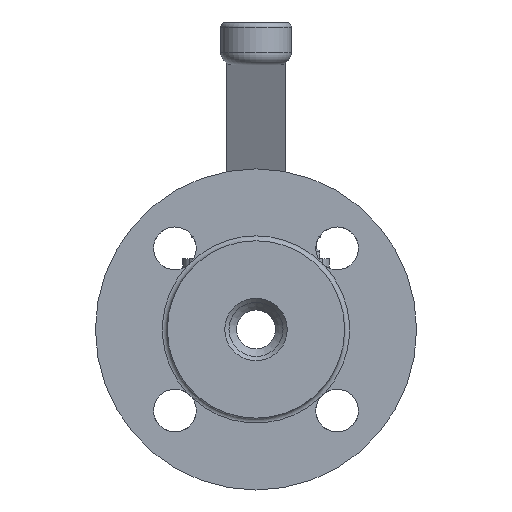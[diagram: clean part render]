
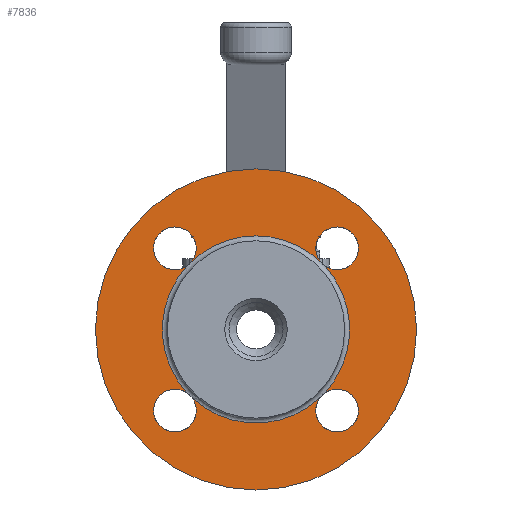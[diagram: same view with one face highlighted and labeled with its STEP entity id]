
A CAD part, left-side view. The second image highlights one B-rep face of the part: STEP entity #7836.
In plain terms, the highlighted planar face has unit normal (-1, 0, 0).
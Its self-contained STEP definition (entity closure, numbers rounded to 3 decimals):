
#257=PLANE('',#8444);
#2123=FACE_BOUND('',#2774,.T.);
#2272=FACE_OUTER_BOUND('',#2773,.T.);
#2773=EDGE_LOOP('',(#5914));
#2774=EDGE_LOOP('',(#5915,#5916,#5917,#5918,#5919,#5920,#5921,#5922));
#3296=CIRCLE('',#8422,7.);
#3302=CIRCLE('',#8431,7.);
#3304=CIRCLE('',#8434,7.);
#3310=CIRCLE('',#8443,7.);
#3311=CIRCLE('',#8445,52.5);
#3312=CIRCLE('',#8446,30.6);
#3313=CIRCLE('',#8447,30.6);
#3314=CIRCLE('',#8448,30.6);
#3315=CIRCLE('',#8449,30.6);
#3849=VERTEX_POINT('',#12242);
#3850=VERTEX_POINT('',#12243);
#3851=VERTEX_POINT('',#12249);
#3852=VERTEX_POINT('',#12250);
#3855=VERTEX_POINT('',#12260);
#3856=VERTEX_POINT('',#12261);
#3857=VERTEX_POINT('',#12267);
#3858=VERTEX_POINT('',#12268);
#3860=VERTEX_POINT('',#12276);
#4602=EDGE_CURVE('',#3849,#3850,#3296,.T.);
#4608=EDGE_CURVE('',#3852,#3851,#3302,.T.);
#4610=EDGE_CURVE('',#3855,#3856,#3304,.T.);
#4616=EDGE_CURVE('',#3858,#3857,#3310,.T.);
#4617=EDGE_CURVE('',#3860,#3860,#3311,.T.);
#4618=EDGE_CURVE('',#3858,#3850,#3312,.T.);
#4619=EDGE_CURVE('',#3855,#3857,#3313,.T.);
#4620=EDGE_CURVE('',#3852,#3856,#3314,.T.);
#4621=EDGE_CURVE('',#3849,#3851,#3315,.T.);
#5914=ORIENTED_EDGE('',*,*,#4617,.T.);
#5915=ORIENTED_EDGE('',*,*,#4602,.T.);
#5916=ORIENTED_EDGE('',*,*,#4618,.F.);
#5917=ORIENTED_EDGE('',*,*,#4616,.T.);
#5918=ORIENTED_EDGE('',*,*,#4619,.F.);
#5919=ORIENTED_EDGE('',*,*,#4610,.T.);
#5920=ORIENTED_EDGE('',*,*,#4620,.F.);
#5921=ORIENTED_EDGE('',*,*,#4608,.T.);
#5922=ORIENTED_EDGE('',*,*,#4621,.F.);
#7836=ADVANCED_FACE('',(#2272,#2123),#257,.T.);
#8422=AXIS2_PLACEMENT_3D('',#12244,#9674,#9675);
#8431=AXIS2_PLACEMENT_3D('',#12256,#9692,#9693);
#8434=AXIS2_PLACEMENT_3D('',#12262,#9698,#9699);
#8443=AXIS2_PLACEMENT_3D('',#12274,#9716,#9717);
#8444=AXIS2_PLACEMENT_3D('',#12275,#9718,#9719);
#8445=AXIS2_PLACEMENT_3D('',#12277,#9720,#9721);
#8446=AXIS2_PLACEMENT_3D('',#12278,#9722,#9723);
#8447=AXIS2_PLACEMENT_3D('',#12279,#9724,#9725);
#8448=AXIS2_PLACEMENT_3D('',#12280,#9726,#9727);
#8449=AXIS2_PLACEMENT_3D('',#12281,#9728,#9729);
#9674=DIRECTION('center_axis',(1.,0.,0.));
#9675=DIRECTION('ref_axis',(0.,0.,-1.));
#9692=DIRECTION('center_axis',(1.,0.,0.));
#9693=DIRECTION('ref_axis',(0.,0.,-1.));
#9698=DIRECTION('center_axis',(1.,0.,0.));
#9699=DIRECTION('ref_axis',(0.,0.,-1.));
#9716=DIRECTION('center_axis',(1.,0.,0.));
#9717=DIRECTION('ref_axis',(0.,0.,-1.));
#9718=DIRECTION('center_axis',(-1.,0.,0.));
#9719=DIRECTION('ref_axis',(0.,0.,1.));
#9720=DIRECTION('center_axis',(-1.,0.,0.));
#9721=DIRECTION('ref_axis',(0.,0.,1.));
#9722=DIRECTION('center_axis',(-1.,0.,0.));
#9723=DIRECTION('ref_axis',(0.,0.,1.));
#9724=DIRECTION('center_axis',(-1.,0.,0.));
#9725=DIRECTION('ref_axis',(0.,0.,1.));
#9726=DIRECTION('center_axis',(-1.,0.,0.));
#9727=DIRECTION('ref_axis',(0.,0.,1.));
#9728=DIRECTION('center_axis',(-1.,0.,0.));
#9729=DIRECTION('ref_axis',(0.,0.,1.));
#12242=CARTESIAN_POINT('',(-99.03,22.377,17.968));
#12243=CARTESIAN_POINT('',(-99.03,20.871,19.474));
#12244=CARTESIAN_POINT('Origin',(-99.03,26.517,23.613));
#12249=CARTESIAN_POINT('',(-99.03,22.377,-23.775));
#12250=CARTESIAN_POINT('',(-99.03,20.871,-25.281));
#12256=CARTESIAN_POINT('Origin',(-99.03,26.517,-29.42));
#12260=CARTESIAN_POINT('',(-99.03,-22.377,-23.775));
#12261=CARTESIAN_POINT('',(-99.03,-20.871,-25.281));
#12262=CARTESIAN_POINT('Origin',(-99.03,-26.517,-29.42));
#12267=CARTESIAN_POINT('',(-99.03,-22.377,17.968));
#12268=CARTESIAN_POINT('',(-99.03,-20.871,19.474));
#12274=CARTESIAN_POINT('Origin',(-99.03,-26.517,23.613));
#12275=CARTESIAN_POINT('Origin',(-99.03,0.,38.647));
#12276=CARTESIAN_POINT('',(-99.03,0.,49.597));
#12277=CARTESIAN_POINT('Origin',(-99.03,0.,-2.903));
#12278=CARTESIAN_POINT('Origin',(-99.03,0.,-2.903));
#12279=CARTESIAN_POINT('Origin',(-99.03,0.,-2.903));
#12280=CARTESIAN_POINT('Origin',(-99.03,0.,-2.903));
#12281=CARTESIAN_POINT('Origin',(-99.03,0.,-2.903));
